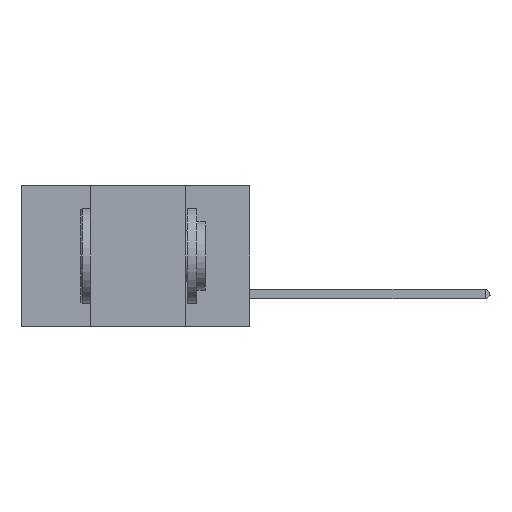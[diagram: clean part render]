
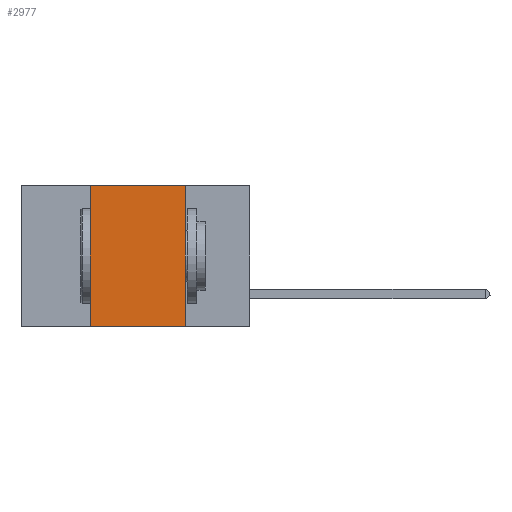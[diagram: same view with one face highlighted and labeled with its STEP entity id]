
A CAD part, left-side view. The second image highlights one B-rep face of the part: STEP entity #2977.
In plain terms, the highlighted planar face has unit normal (-1, 0, 0).
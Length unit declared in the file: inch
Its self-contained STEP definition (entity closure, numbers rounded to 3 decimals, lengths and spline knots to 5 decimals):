
#74 = AXIS2_PLACEMENT_3D ( 'NONE', #25743, #16474, #36774 ) ;
#1975 = LINE ( 'NONE', #10878, #2512 ) ;
#2512 = VECTOR ( 'NONE', #24526, 39.37008 ) ;
#2977 = ADVANCED_FACE ( 'NONE', ( #20004 ), #35751, .F. ) ;
#4617 = VECTOR ( 'NONE', #42044, 39.37008 ) ;
#4797 = VECTOR ( 'NONE', #16738, 39.37008 ) ;
#10878 = CARTESIAN_POINT ( 'NONE',  ( 0., 0.42, 0. ) ) ;
#11392 = ORIENTED_EDGE ( 'NONE', *, *, #35566, .F. ) ;
#12902 = EDGE_LOOP ( 'NONE', ( #18344, #11392, #17987, #29758 ) ) ;
#15762 = DIRECTION ( 'NONE',  ( 0., -1., 0. ) ) ;
#16427 = LINE ( 'NONE', #26063, #32247 ) ;
#16474 = DIRECTION ( 'NONE',  ( 1., 0., 0. ) ) ;
#16738 = DIRECTION ( 'NONE',  ( 0., -1., 0. ) ) ;
#17987 = ORIENTED_EDGE ( 'NONE', *, *, #31513, .F. ) ;
#18344 = ORIENTED_EDGE ( 'NONE', *, *, #41973, .F. ) ;
#20004 = FACE_OUTER_BOUND ( 'NONE', #12902, .T. ) ;
#20146 = VERTEX_POINT ( 'NONE', #42063 ) ;
#20443 = CARTESIAN_POINT ( 'NONE',  ( 0., 0.42, 0. ) ) ;
#24526 = DIRECTION ( 'NONE',  ( 0., 0., 1. ) ) ;
#25284 = CARTESIAN_POINT ( 'NONE',  ( 0., 0.17, 0. ) ) ;
#25743 = CARTESIAN_POINT ( 'NONE',  ( 0., 0.6, 0. ) ) ;
#26063 = CARTESIAN_POINT ( 'NONE',  ( 0., 0.6, 0. ) ) ;
#26880 = LINE ( 'NONE', #33659, #4797 ) ;
#29758 = ORIENTED_EDGE ( 'NONE', *, *, #34441, .T. ) ;
#31513 = EDGE_CURVE ( 'NONE', #36060, #41714, #1975, .T. ) ;
#32247 = VECTOR ( 'NONE', #15762, 39.37008 ) ;
#32889 = VERTEX_POINT ( 'NONE', #37362 ) ;
#33659 = CARTESIAN_POINT ( 'NONE',  ( 0., 0.6, -0.37 ) ) ;
#34441 = EDGE_CURVE ( 'NONE', #36060, #32889, #26880, .T. ) ;
#35288 = CARTESIAN_POINT ( 'NONE',  ( 0., 0.42, -0.37 ) ) ;
#35566 = EDGE_CURVE ( 'NONE', #41714, #20146, #16427, .T. ) ;
#35751 = PLANE ( 'NONE',  #74 ) ;
#36060 = VERTEX_POINT ( 'NONE', #35288 ) ;
#36774 = DIRECTION ( 'NONE',  ( 0., 0., -1. ) ) ;
#37362 = CARTESIAN_POINT ( 'NONE',  ( 0., 0.17, -0.37 ) ) ;
#40357 = LINE ( 'NONE', #25284, #4617 ) ;
#41714 = VERTEX_POINT ( 'NONE', #20443 ) ;
#41973 = EDGE_CURVE ( 'NONE', #20146, #32889, #40357, .T. ) ;
#42044 = DIRECTION ( 'NONE',  ( 0., 0., -1. ) ) ;
#42063 = CARTESIAN_POINT ( 'NONE',  ( 0., 0.17, 0. ) ) ;
